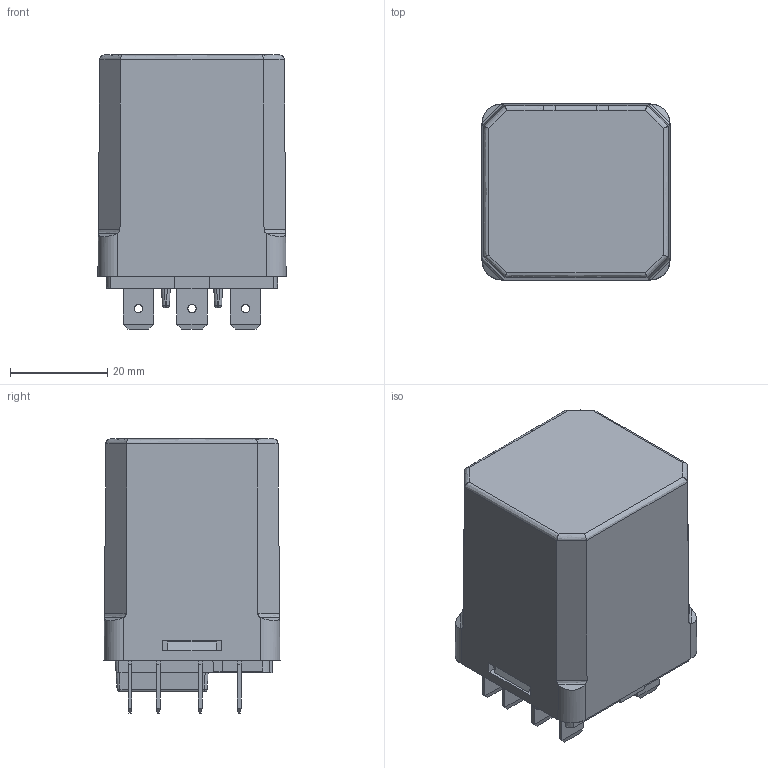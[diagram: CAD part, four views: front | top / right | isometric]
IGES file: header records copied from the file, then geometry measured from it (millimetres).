
Start section: SolidWorks IGES file using analytic representation for surfaces
Global section: file name: RUC faston 6,3x0,8.IGS; native system: SolidWorks 2016; preprocessor: SolidWorks 2016; author: pikusl; date: 160620.073226; units: millimetre
Bounding box: 38.65 x 36.15 x 56.3 mm (x, y, z)
Surface area: 18910.6 mm2 (no closed solid volume)
Topology: 0 solids, 0 shells, 524 faces, 4699 edges, 4691 vertices
Faces by surface type: bspline 419, revolution 105
